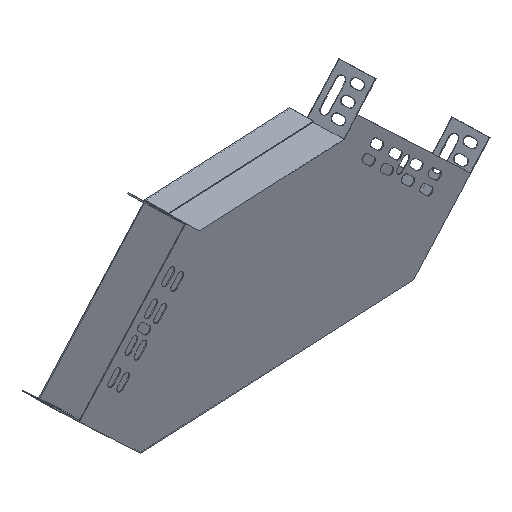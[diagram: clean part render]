
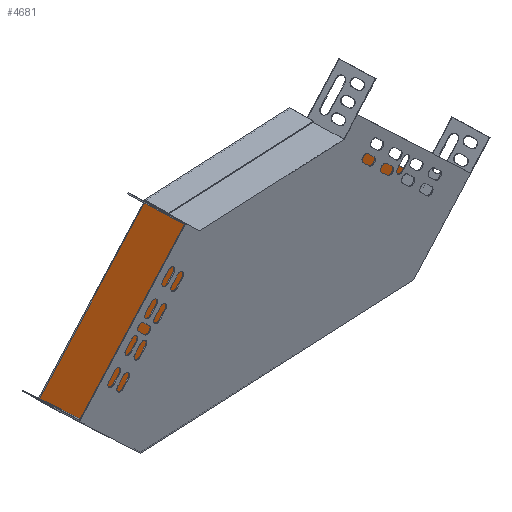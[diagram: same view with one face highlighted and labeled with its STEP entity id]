
A CAD part, isometric view. The second image highlights one B-rep face of the part: STEP entity #4681.
In plain terms, the highlighted planar face has unit normal (0.022, -1, 0.006).
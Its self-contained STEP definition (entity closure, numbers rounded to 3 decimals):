
#42 = LINE ( 'NONE', #3288, #5094 ) ;
#55 = CARTESIAN_POINT ( 'NONE',  ( -250.204, 53.646, 176.347 ) ) ;
#68 = ORIENTED_EDGE ( 'NONE', *, *, #5780, .T. ) ;
#125 = ORIENTED_EDGE ( 'NONE', *, *, #3663, .T. ) ;
#216 = VECTOR ( 'NONE', #876, 1000. ) ;
#312 = VERTEX_POINT ( 'NONE', #5250 ) ;
#365 = LINE ( 'NONE', #55, #2967 ) ;
#463 = LINE ( 'NONE', #6302, #5532 ) ;
#524 = CARTESIAN_POINT ( 'NONE',  ( 0.753, 58.471, 75.822 ) ) ;
#589 = EDGE_CURVE ( 'NONE', #1277, #312, #3612, .T. ) ;
#660 = CARTESIAN_POINT ( 'NONE',  ( -42.232, 57.242, 29.917 ) ) ;
#675 = ORIENTED_EDGE ( 'NONE', *, *, #6093, .F. ) ;
#876 = DIRECTION ( 'NONE',  ( 0.027, -0.006, -1. ) ) ;
#892 = VERTEX_POINT ( 'NONE', #2302 ) ;
#1015 = PLANE ( 'NONE',  #2333 ) ;
#1077 = VECTOR ( 'NONE', #1615, 1000. ) ;
#1108 = CARTESIAN_POINT ( 'NONE',  ( -250.191, 53.643, 175.847 ) ) ;
#1190 = DIRECTION ( 'NONE',  ( -0.027, 0.006, 1. ) ) ;
#1243 = EDGE_CURVE ( 'NONE', #3237, #5797, #5460, .T. ) ;
#1277 = VERTEX_POINT ( 'NONE', #4043 ) ;
#1568 = VERTEX_POINT ( 'NONE', #4719 ) ;
#1597 = DIRECTION ( 'NONE',  ( 0.726, 0.011, -0.688 ) ) ;
#1615 = DIRECTION ( 'NONE',  ( 0.687, 0.02, 0.726 ) ) ;
#1648 = CARTESIAN_POINT ( 'NONE',  ( -354., 50.683, 66.23 ) ) ;
#1680 = EDGE_CURVE ( 'NONE', #3900, #5168, #463, .T. ) ;
#1854 = ORIENTED_EDGE ( 'NONE', *, *, #3828, .T. ) ;
#1876 = ORIENTED_EDGE ( 'NONE', *, *, #1680, .T. ) ;
#2048 = LINE ( 'NONE', #3614, #5364 ) ;
#2155 = DIRECTION ( 'NONE',  ( 0.027, -0.006, -1. ) ) ;
#2156 = CARTESIAN_POINT ( 'NONE',  ( -308.585, 51.395, 22.715 ) ) ;
#2181 = CARTESIAN_POINT ( 'NONE',  ( -108.869, 56.749, 180.168 ) ) ;
#2302 = CARTESIAN_POINT ( 'NONE',  ( 0.767, 58.468, 75.322 ) ) ;
#2316 = VECTOR ( 'NONE', #6004, 1000. ) ;
#2333 = AXIS2_PLACEMENT_3D ( 'NONE', #524, #2490, #5942 ) ;
#2487 = DIRECTION ( 'NONE',  ( 0.027, -0.006, -1. ) ) ;
#2490 = DIRECTION ( 'NONE',  ( 0.022, -1., 0.006 ) ) ;
#2900 = VECTOR ( 'NONE', #2155, 1000. ) ;
#2967 = VECTOR ( 'NONE', #2487, 1000. ) ;
#2994 = EDGE_LOOP ( 'NONE', ( #4783, #5863, #68, #1854, #4156, #4165, #3782, #675, #1876, #125 ) ) ;
#3099 = DIRECTION ( 'NONE',  ( 0.999, 0.022, 0.027 ) ) ;
#3237 = VERTEX_POINT ( 'NONE', #1648 ) ;
#3288 = CARTESIAN_POINT ( 'NONE',  ( 0.767, 58.468, 75.322 ) ) ;
#3328 = CARTESIAN_POINT ( 'NONE',  ( -353.986, 50.68, 65.73 ) ) ;
#3405 = CARTESIAN_POINT ( 'NONE',  ( -250.204, 53.646, 176.347 ) ) ;
#3506 = VECTOR ( 'NONE', #1597, 1000. ) ;
#3612 = LINE ( 'NONE', #4501, #2316 ) ;
#3614 = CARTESIAN_POINT ( 'NONE',  ( -353.986, 50.68, 65.73 ) ) ;
#3663 = EDGE_CURVE ( 'NONE', #5168, #5797, #365, .T. ) ;
#3752 = FACE_OUTER_BOUND ( 'NONE', #2994, .T. ) ;
#3782 = ORIENTED_EDGE ( 'NONE', *, *, #589, .F. ) ;
#3828 = EDGE_CURVE ( 'NONE', #5880, #1568, #4181, .T. ) ;
#3900 = VERTEX_POINT ( 'NONE', #2181 ) ;
#4024 = VECTOR ( 'NONE', #3099, 1000. ) ;
#4043 = CARTESIAN_POINT ( 'NONE',  ( -108.855, 56.746, 179.669 ) ) ;
#4104 = CARTESIAN_POINT ( 'NONE',  ( 0.753, 58.471, 75.822 ) ) ;
#4156 = ORIENTED_EDGE ( 'NONE', *, *, #4470, .F. ) ;
#4165 = ORIENTED_EDGE ( 'NONE', *, *, #5440, .F. ) ;
#4181 = LINE ( 'NONE', #660, #4024 ) ;
#4202 = LINE ( 'NONE', #4104, #2900 ) ;
#4309 = CARTESIAN_POINT ( 'NONE',  ( -108.869, 56.749, 180.168 ) ) ;
#4343 = DIRECTION ( 'NONE',  ( -0.999, -0.022, -0.027 ) ) ;
#4470 = EDGE_CURVE ( 'NONE', #892, #1568, #42, .T. ) ;
#4501 = CARTESIAN_POINT ( 'NONE',  ( -108.855, 56.746, 179.669 ) ) ;
#4519 = VERTEX_POINT ( 'NONE', #3328 ) ;
#4531 = CARTESIAN_POINT ( 'NONE',  ( -353.986, 50.68, 65.73 ) ) ;
#4553 = CARTESIAN_POINT ( 'NONE',  ( -250.191, 53.643, 175.847 ) ) ;
#4681 = ADVANCED_FACE ( 'NONE', ( #3752 ), #1015, .T. ) ;
#4719 = CARTESIAN_POINT ( 'NONE',  ( -42.232, 57.242, 29.917 ) ) ;
#4759 = DIRECTION ( 'NONE',  ( -0.687, -0.02, -0.726 ) ) ;
#4783 = ORIENTED_EDGE ( 'NONE', *, *, #1243, .F. ) ;
#4808 = LINE ( 'NONE', #4531, #3506 ) ;
#5094 = VECTOR ( 'NONE', #4759, 1000. ) ;
#5168 = VERTEX_POINT ( 'NONE', #3405 ) ;
#5250 = CARTESIAN_POINT ( 'NONE',  ( 0.753, 58.471, 75.822 ) ) ;
#5364 = VECTOR ( 'NONE', #1190, 1000. ) ;
#5440 = EDGE_CURVE ( 'NONE', #312, #892, #4202, .T. ) ;
#5449 = EDGE_CURVE ( 'NONE', #4519, #3237, #2048, .T. ) ;
#5460 = LINE ( 'NONE', #4553, #1077 ) ;
#5532 = VECTOR ( 'NONE', #4343, 1000. ) ;
#5582 = LINE ( 'NONE', #4309, #216 ) ;
#5780 = EDGE_CURVE ( 'NONE', #4519, #5880, #4808, .T. ) ;
#5797 = VERTEX_POINT ( 'NONE', #1108 ) ;
#5863 = ORIENTED_EDGE ( 'NONE', *, *, #5449, .F. ) ;
#5880 = VERTEX_POINT ( 'NONE', #2156 ) ;
#5942 = DIRECTION ( 'NONE',  ( 0.027, -0.006, -1. ) ) ;
#6004 = DIRECTION ( 'NONE',  ( 0.726, 0.011, -0.688 ) ) ;
#6093 = EDGE_CURVE ( 'NONE', #3900, #1277, #5582, .T. ) ;
#6302 = CARTESIAN_POINT ( 'NONE',  ( -250.204, 53.646, 176.347 ) ) ;
